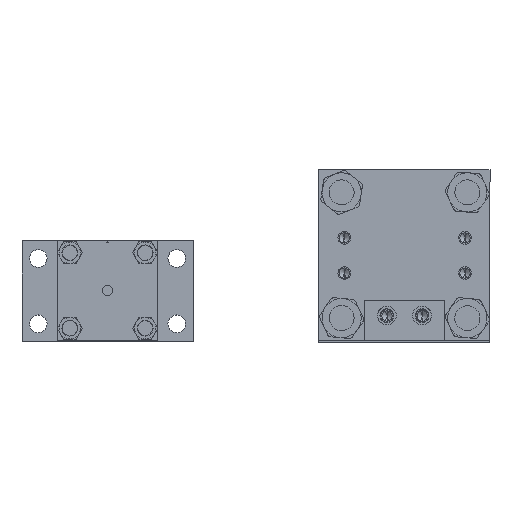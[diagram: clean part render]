
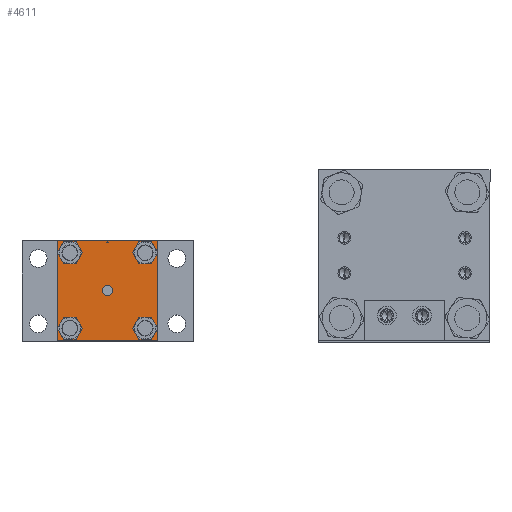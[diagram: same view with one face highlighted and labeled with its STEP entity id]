
A CAD part, top view. The second image highlights one B-rep face of the part: STEP entity #4611.
In plain terms, the highlighted planar face has unit normal (0, 0, 1).
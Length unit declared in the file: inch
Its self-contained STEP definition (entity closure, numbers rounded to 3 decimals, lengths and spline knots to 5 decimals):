
#147 = CARTESIAN_POINT ( 'NONE',  ( 5.89946, 8.32806, 0.5 ) ) ;
#213 = CARTESIAN_POINT ( 'NONE',  ( 7.02246, 9.26306, 0.5 ) ) ;
#797 = VERTEX_POINT ( 'NONE', #213 ) ;
#861 = CIRCLE ( 'NONE', #1199, 0.12655 ) ;
#904 = EDGE_LOOP ( 'NONE', ( #9914, #11500 ) ) ;
#1199 = AXIS2_PLACEMENT_3D ( 'NONE', #1931, #12699, #3234 ) ;
#1256 = EDGE_CURVE ( 'NONE', #10465, #12980, #11189, .T. ) ;
#1563 = CARTESIAN_POINT ( 'NONE',  ( 6.83446, 9.26306, 0.5 ) ) ;
#1633 = ORIENTED_EDGE ( 'NONE', *, *, #12859, .F. ) ;
#1785 = AXIS2_PLACEMENT_3D ( 'NONE', #147, #12117, #4876 ) ;
#1815 = ORIENTED_EDGE ( 'NONE', *, *, #7189, .F. ) ;
#1847 = EDGE_LOOP ( 'NONE', ( #4976, #1633 ) ) ;
#1860 = CARTESIAN_POINT ( 'NONE',  ( 6.64646, 7.39306, 0.5 ) ) ;
#1931 = CARTESIAN_POINT ( 'NONE',  ( 5.89946, 8.32806, 0.5 ) ) ;
#2102 = EDGE_CURVE ( 'NONE', #13149, #8920, #10972, .T. ) ;
#2352 = ORIENTED_EDGE ( 'NONE', *, *, #13893, .F. ) ;
#2415 = VECTOR ( 'NONE', #15604, 39.37008 ) ;
#2433 = CIRCLE ( 'NONE', #12717, 0.188 ) ;
#2588 = EDGE_CURVE ( 'NONE', #8920, #13149, #2433, .T. ) ;
#2679 = VERTEX_POINT ( 'NONE', #12506 ) ;
#3031 = EDGE_CURVE ( 'NONE', #10465, #13686, #5457, .T. ) ;
#3065 = EDGE_LOOP ( 'NONE', ( #2352, #14454 ) ) ;
#3086 = FACE_BOUND ( 'NONE', #10115, .T. ) ;
#3231 = CARTESIAN_POINT ( 'NONE',  ( 4.64946, 9.57806, 0.5 ) ) ;
#3234 = DIRECTION ( 'NONE',  ( 1., 0., 0. ) ) ;
#3463 = AXIS2_PLACEMENT_3D ( 'NONE', #1563, #12330, #11115 ) ;
#3872 = CARTESIAN_POINT ( 'NONE',  ( 5.89946, 9.57806, 0.5 ) ) ;
#3890 = DIRECTION ( 'NONE',  ( 0., 0., 1. ) ) ;
#3976 = EDGE_LOOP ( 'NONE', ( #9798, #8671 ) ) ;
#4378 = ORIENTED_EDGE ( 'NONE', *, *, #7564, .F. ) ;
#4563 = AXIS2_PLACEMENT_3D ( 'NONE', #4821, #13272, #6045 ) ;
#4611 = ADVANCED_FACE ( 'NONE', ( #12944, #3086, #4619, #10275, #15576, #9142 ), #9383, .T. ) ;
#4619 = FACE_BOUND ( 'NONE', #3976, .T. ) ;
#4805 = DIRECTION ( 'NONE',  ( 1., 0., 0. ) ) ;
#4812 = ORIENTED_EDGE ( 'NONE', *, *, #8665, .T. ) ;
#4821 = CARTESIAN_POINT ( 'NONE',  ( 4.96446, 7.39306, 0.5 ) ) ;
#4876 = DIRECTION ( 'NONE',  ( 1., 0., 0. ) ) ;
#4976 = ORIENTED_EDGE ( 'NONE', *, *, #5913, .F. ) ;
#5020 = VERTEX_POINT ( 'NONE', #12443 ) ;
#5152 = CARTESIAN_POINT ( 'NONE',  ( 4.96446, 9.26306, 0.5 ) ) ;
#5426 = EDGE_LOOP ( 'NONE', ( #12329, #10568, #4812, #4378 ) ) ;
#5457 = LINE ( 'NONE', #7284, #2415 ) ;
#5845 = DIRECTION ( 'NONE',  ( 1., 0., 0. ) ) ;
#5847 = CARTESIAN_POINT ( 'NONE',  ( 7.14946, 7.07806, 0.5 ) ) ;
#5913 = EDGE_CURVE ( 'NONE', #14637, #15269, #7967, .T. ) ;
#5915 = CARTESIAN_POINT ( 'NONE',  ( 4.77646, 7.39306, 0.5 ) ) ;
#6045 = DIRECTION ( 'NONE',  ( 1., 0., 0. ) ) ;
#6162 = DIRECTION ( 'NONE',  ( 0., 0., 1. ) ) ;
#6404 = EDGE_CURVE ( 'NONE', #8231, #8418, #6635, .T. ) ;
#6467 = AXIS2_PLACEMENT_3D ( 'NONE', #8113, #6835, #8006 ) ;
#6569 = CIRCLE ( 'NONE', #1785, 0.12655 ) ;
#6635 = CIRCLE ( 'NONE', #11241, 0.188 ) ;
#6781 = CARTESIAN_POINT ( 'NONE',  ( 5.15246, 9.26306, 0.5 ) ) ;
#6835 = DIRECTION ( 'NONE',  ( 0., 0., 1. ) ) ;
#6926 = CIRCLE ( 'NONE', #12971, 0.188 ) ;
#6929 = DIRECTION ( 'NONE',  ( 0., -1., 0. ) ) ;
#7153 = VECTOR ( 'NONE', #6929, 39.37008 ) ;
#7189 = EDGE_CURVE ( 'NONE', #797, #10017, #7933, .T. ) ;
#7284 = CARTESIAN_POINT ( 'NONE',  ( 4.64946, 5.57249, 0.5 ) ) ;
#7564 = EDGE_CURVE ( 'NONE', #12980, #11725, #9826, .T. ) ;
#7728 = CARTESIAN_POINT ( 'NONE',  ( 4.96446, 9.26306, 0.5 ) ) ;
#7887 = EDGE_CURVE ( 'NONE', #10017, #797, #14567, .T. ) ;
#7933 = CIRCLE ( 'NONE', #9127, 0.188 ) ;
#7967 = CIRCLE ( 'NONE', #6467, 0.188 ) ;
#8006 = DIRECTION ( 'NONE',  ( 1., 0., 0. ) ) ;
#8113 = CARTESIAN_POINT ( 'NONE',  ( 4.96446, 7.39306, 0.5 ) ) ;
#8231 = VERTEX_POINT ( 'NONE', #1860 ) ;
#8260 = DIRECTION ( 'NONE',  ( 0., 0., 1. ) ) ;
#8306 = CARTESIAN_POINT ( 'NONE',  ( 7.14946, 5.57249, 0.5 ) ) ;
#8418 = VERTEX_POINT ( 'NONE', #12111 ) ;
#8483 = AXIS2_PLACEMENT_3D ( 'NONE', #14153, #8260, #5845 ) ;
#8665 = EDGE_CURVE ( 'NONE', #13686, #11725, #14538, .T. ) ;
#8671 = ORIENTED_EDGE ( 'NONE', *, *, #2102, .F. ) ;
#8920 = VERTEX_POINT ( 'NONE', #6781 ) ;
#9116 = DIRECTION ( 'NONE',  ( 0., 0., 1. ) ) ;
#9127 = AXIS2_PLACEMENT_3D ( 'NONE', #9751, #6162, #9540 ) ;
#9142 = FACE_BOUND ( 'NONE', #904, .T. ) ;
#9220 = VECTOR ( 'NONE', #13796, 39.37008 ) ;
#9383 = PLANE ( 'NONE',  #8483 ) ;
#9540 = DIRECTION ( 'NONE',  ( 1., 0., 0. ) ) ;
#9751 = CARTESIAN_POINT ( 'NONE',  ( 6.83446, 9.26306, 0.5 ) ) ;
#9798 = ORIENTED_EDGE ( 'NONE', *, *, #2588, .F. ) ;
#9826 = LINE ( 'NONE', #8306, #7153 ) ;
#9914 = ORIENTED_EDGE ( 'NONE', *, *, #14401, .F. ) ;
#9923 = CARTESIAN_POINT ( 'NONE',  ( 5.89946, 7.07806, 0.5 ) ) ;
#9936 = CARTESIAN_POINT ( 'NONE',  ( 4.77646, 9.26306, 0.5 ) ) ;
#10017 = VERTEX_POINT ( 'NONE', #14622 ) ;
#10115 = EDGE_LOOP ( 'NONE', ( #1815, #13324 ) ) ;
#10219 = CARTESIAN_POINT ( 'NONE',  ( 4.64946, 7.07806, 0.5 ) ) ;
#10275 = FACE_BOUND ( 'NONE', #1847, .T. ) ;
#10465 = VERTEX_POINT ( 'NONE', #3231 ) ;
#10568 = ORIENTED_EDGE ( 'NONE', *, *, #3031, .T. ) ;
#10651 = CARTESIAN_POINT ( 'NONE',  ( 6.83446, 7.39306, 0.5 ) ) ;
#10748 = CIRCLE ( 'NONE', #4563, 0.188 ) ;
#10805 = VECTOR ( 'NONE', #12281, 39.37008 ) ;
#10844 = CARTESIAN_POINT ( 'NONE',  ( 5.15246, 7.39306, 0.5 ) ) ;
#10972 = CIRCLE ( 'NONE', #11507, 0.188 ) ;
#11115 = DIRECTION ( 'NONE',  ( 1., 0., 0. ) ) ;
#11189 = LINE ( 'NONE', #3872, #10805 ) ;
#11241 = AXIS2_PLACEMENT_3D ( 'NONE', #13314, #15583, #4805 ) ;
#11355 = DIRECTION ( 'NONE',  ( 1., 0., 0. ) ) ;
#11500 = ORIENTED_EDGE ( 'NONE', *, *, #13005, .F. ) ;
#11507 = AXIS2_PLACEMENT_3D ( 'NONE', #7728, #9116, #11355 ) ;
#11725 = VERTEX_POINT ( 'NONE', #5847 ) ;
#12111 = CARTESIAN_POINT ( 'NONE',  ( 7.02246, 7.39306, 0.5 ) ) ;
#12117 = DIRECTION ( 'NONE',  ( 0., 0., 1. ) ) ;
#12281 = DIRECTION ( 'NONE',  ( 1., 0., 0. ) ) ;
#12329 = ORIENTED_EDGE ( 'NONE', *, *, #1256, .F. ) ;
#12330 = DIRECTION ( 'NONE',  ( 0., 0., 1. ) ) ;
#12443 = CARTESIAN_POINT ( 'NONE',  ( 5.77291, 8.32806, 0.5 ) ) ;
#12506 = CARTESIAN_POINT ( 'NONE',  ( 6.02601, 8.32806, 0.5 ) ) ;
#12699 = DIRECTION ( 'NONE',  ( 0., 0., 1. ) ) ;
#12717 = AXIS2_PLACEMENT_3D ( 'NONE', #5152, #3890, #13775 ) ;
#12859 = EDGE_CURVE ( 'NONE', #15269, #14637, #10748, .T. ) ;
#12944 = FACE_BOUND ( 'NONE', #3065, .T. ) ;
#12971 = AXIS2_PLACEMENT_3D ( 'NONE', #10651, #13090, #14263 ) ;
#12980 = VERTEX_POINT ( 'NONE', #13437 ) ;
#13005 = EDGE_CURVE ( 'NONE', #2679, #5020, #6569, .T. ) ;
#13090 = DIRECTION ( 'NONE',  ( 0., 0., 1. ) ) ;
#13149 = VERTEX_POINT ( 'NONE', #9936 ) ;
#13272 = DIRECTION ( 'NONE',  ( 0., 0., 1. ) ) ;
#13314 = CARTESIAN_POINT ( 'NONE',  ( 6.83446, 7.39306, 0.5 ) ) ;
#13324 = ORIENTED_EDGE ( 'NONE', *, *, #7887, .F. ) ;
#13437 = CARTESIAN_POINT ( 'NONE',  ( 7.14946, 9.57806, 0.5 ) ) ;
#13686 = VERTEX_POINT ( 'NONE', #10219 ) ;
#13775 = DIRECTION ( 'NONE',  ( 1., 0., 0. ) ) ;
#13796 = DIRECTION ( 'NONE',  ( 1., 0., 0. ) ) ;
#13893 = EDGE_CURVE ( 'NONE', #8418, #8231, #6926, .T. ) ;
#14153 = CARTESIAN_POINT ( 'NONE',  ( 5.89946, 5.57249, 0.5 ) ) ;
#14263 = DIRECTION ( 'NONE',  ( 1., 0., 0. ) ) ;
#14401 = EDGE_CURVE ( 'NONE', #5020, #2679, #861, .T. ) ;
#14454 = ORIENTED_EDGE ( 'NONE', *, *, #6404, .F. ) ;
#14538 = LINE ( 'NONE', #9923, #9220 ) ;
#14567 = CIRCLE ( 'NONE', #3463, 0.188 ) ;
#14622 = CARTESIAN_POINT ( 'NONE',  ( 6.64646, 9.26306, 0.5 ) ) ;
#14637 = VERTEX_POINT ( 'NONE', #10844 ) ;
#15269 = VERTEX_POINT ( 'NONE', #5915 ) ;
#15576 = FACE_OUTER_BOUND ( 'NONE', #5426, .T. ) ;
#15583 = DIRECTION ( 'NONE',  ( 0., 0., 1. ) ) ;
#15604 = DIRECTION ( 'NONE',  ( 0., -1., 0. ) ) ;
